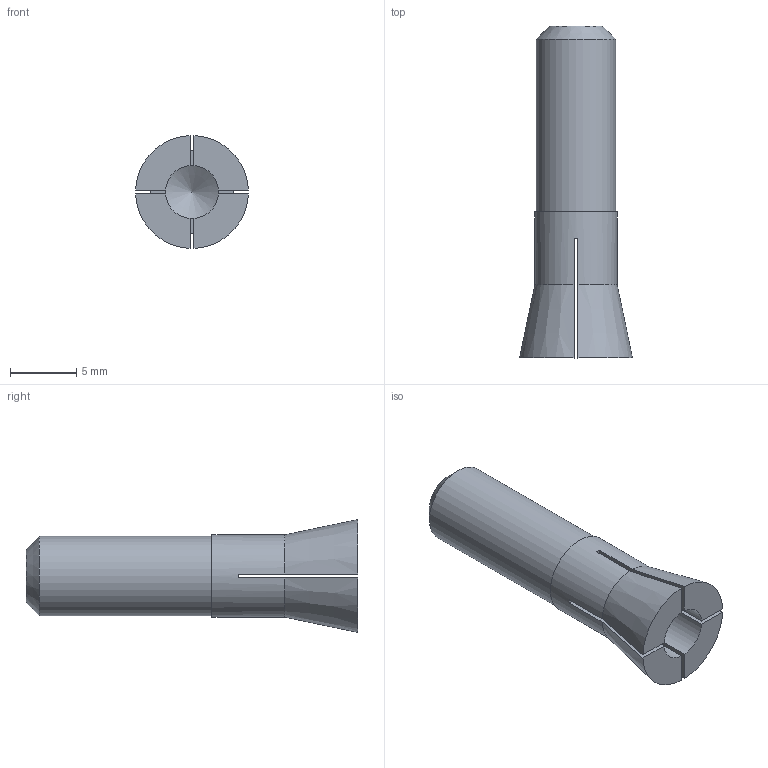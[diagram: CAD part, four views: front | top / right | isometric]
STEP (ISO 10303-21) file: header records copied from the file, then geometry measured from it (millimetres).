
FILE_DESCRIPTION(/* description */ (''),/* implementation_level */ '2;1');
FILE_NAME(/* name */ 'collet_screw.stp',/* time_stamp */ '2020-10-21T16:32:51+02:00',/* author */ ('xxnew'),/* organization */ (''),/* preprocessor_version */ 'ST-DEVELOPER v17',/* originating_system */ 'Autodesk Inventor 2019',/* authorisation */ '');
FILE_SCHEMA (('AUTOMOTIVE_DESIGN { 1 0 10303 214 3 1 1 }'));
Length unit declared in the file: millimetre
Products named in the file (1): collet_screw
Bounding box: 8.49 x 25 x 8.49 mm (x, y, z)
Volume: 629.8 mm3; surface area: 797.2 mm2
Topology: 1 solids, 1 shells, 27 faces, 75 edges, 50 vertices
Faces by surface type: plane 18, cone 6, cylinder 3
Full cylindrical faces by diameter (mm): 4 x1, 6 x1, 6.2 x1
Entity records: 904 total; most frequent: CARTESIAN_POINT 168, DIRECTION 151, ORIENTED_EDGE 148, EDGE_CURVE 74, AXIS2_PLACEMENT_3D 57, VERTEX_POINT 50, LINE 37, VECTOR 37
